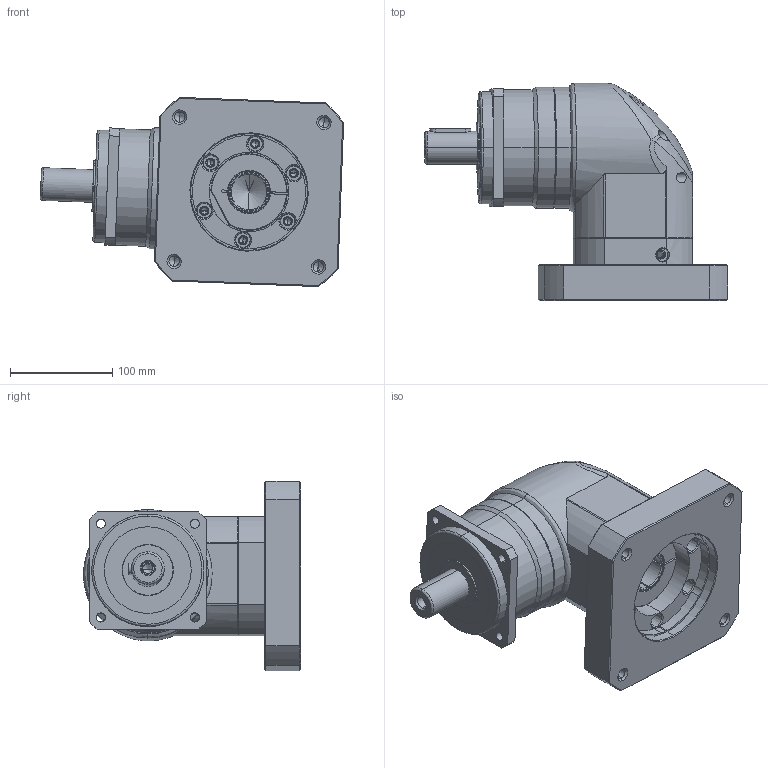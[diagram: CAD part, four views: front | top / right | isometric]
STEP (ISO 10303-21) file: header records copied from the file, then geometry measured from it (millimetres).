
FILE_DESCRIPTION (( 'STEP AP214' ), '1' );
FILE_NAME ('PBL115-L1-35-114.3-200M12.STEP', '2024-01-06T02:11:14', ( 'admin' ), ( '' ), 'SwSTEP 2.0', 'SolidWorks 2013', '' );
FILE_SCHEMA (( 'AUTOMOTIVE_DESIGN' ));
Length unit declared in the file: millimetre
Products named in the file (5): PBL115-L1-35-114.3-200M12; SDL115-35; SBL115_X2_8F9351658F7495017D2773AF_X0_-35; SBL115-114.3-200M12-Z84.5; PB115_X2_8F9351FA7AEF_X0_
Assembly tree (4 placements, depth 2):
  PBL115-L1-35-114.3-200M12
    SDL115-35
    SBL115_X2_8F9351658F7495017D2773AF_X0_-35
    SBL115-114.3-200M12-Z84.5
    PB115_X2_8F9351FA7AEF_X0_
Bounding box: 297.07 x 212.5 x 185.36 mm (x, y, z)
Volume: 3648061.3 mm3; surface area: 325696.2 mm2
Topology: 8 solids, 8 shells, 505 faces, 1254 edges, 758 vertices
Faces by surface type: cylinder 210, cone 152, plane 117, bspline 24, torus 2
Entity records: 27622 total; most frequent: CARTESIAN_POINT 10302, ORIENTED_EDGE 2408, DIRECTION 2360, EDGE_CURVE 1204, AXIS2_PLACEMENT_3D 937, VERTEX_POINT 758, EDGE_LOOP 592, UNCERTAINTY_MEASURE_WITH_UNIT 522
